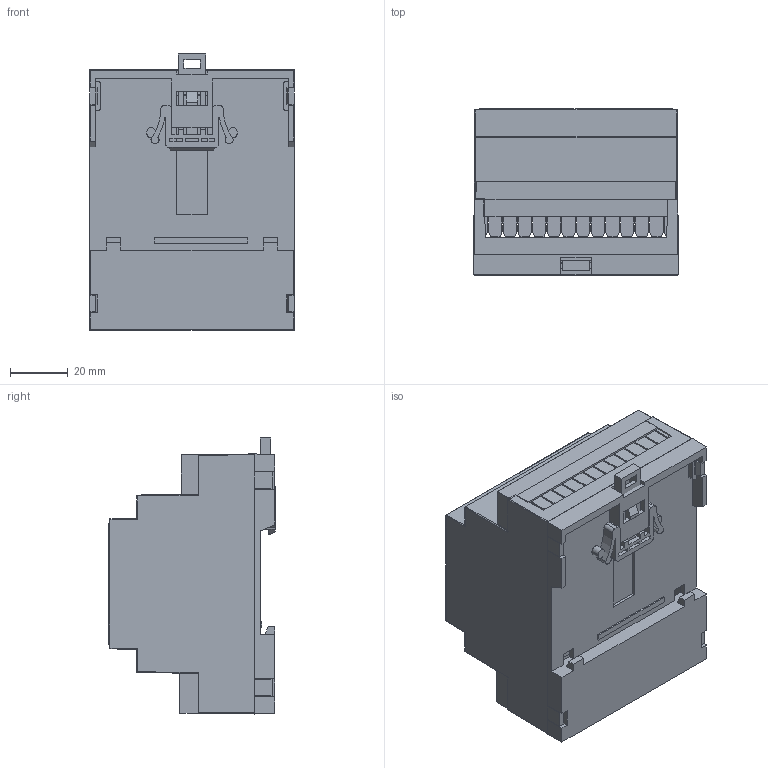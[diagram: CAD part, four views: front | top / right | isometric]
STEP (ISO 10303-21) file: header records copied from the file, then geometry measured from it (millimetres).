
FILE_DESCRIPTION(/* description */ (''),/* implementation_level */ '2;1');
FILE_NAME(/* name */ 'D4MG.stp',/* time_stamp */ '2018-06-09T18:17:04+03:00',/* author */ ('shawn'),/* organization */ (''),/* preprocessor_version */ 'ST-DEVELOPER v17',/* originating_system */ 'Autodesk Inventor 2018',/* authorisation */ '');
FILE_SCHEMA (('AUTOMOTIVE_DESIGN { 1 0 10303 214 3 1 1 }'));
Length unit declared in the file: millimetre
Products named in the file (6): D5MG; D5MG_Bottom_; D1MG top; D5MG cover; D5MG_Clip; D2MG guard
Assembly tree (6 placements, depth 2):
  D5MG
    D5MG_Bottom_
    D1MG top
    D5MG cover
    D5MG_Clip
    D2MG guard  x2
Bounding box: 71 x 57.9 x 95.74 mm (x, y, z)
Volume: 56999.1 mm3; surface area: 68978.1 mm2
Topology: 6 solids, 6 shells, 1028 faces, 3072 edges, 2000 vertices
Faces by surface type: plane 826, cylinder 182, sphere 16, cone 4
Full cylindrical faces by diameter (mm): 1.5 x4, 4.2 x24
Entity records: 25104 total; most frequent: CARTESIAN_POINT 4396, ORIENTED_EDGE 4392, DIRECTION 4036, EDGE_CURVE 2196, LINE 1848, VECTOR 1848, VERTEX_POINT 1430, AXIS2_PLACEMENT_3D 1094
